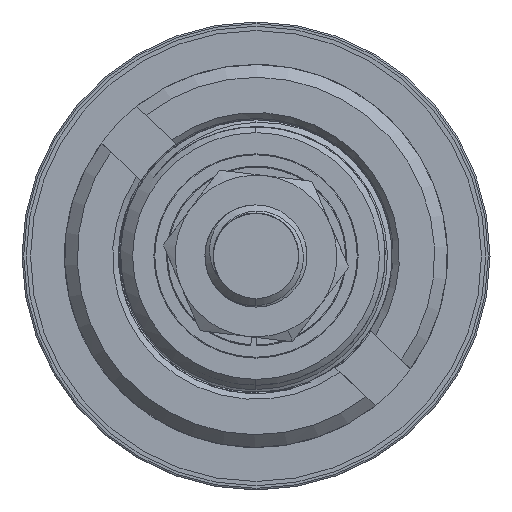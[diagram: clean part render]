
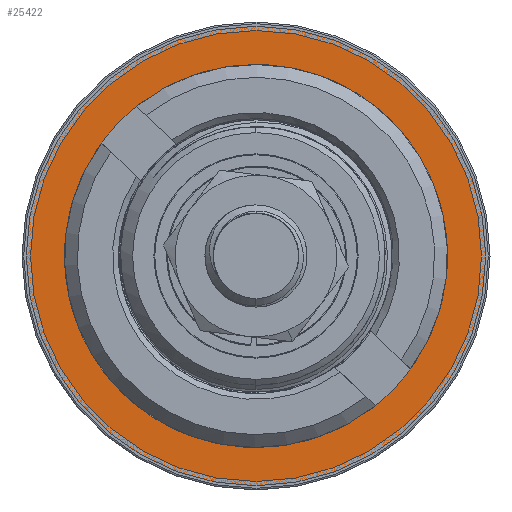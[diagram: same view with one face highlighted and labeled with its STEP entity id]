
A CAD part, left-side view. The second image highlights one B-rep face of the part: STEP entity #25422.
In plain terms, the highlighted planar face has unit normal (-1, 0, 0).
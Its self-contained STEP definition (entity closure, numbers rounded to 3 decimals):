
#783 = CARTESIAN_POINT ( 'NONE',  ( 0., 0., 0. ) ) ;
#2662 = EDGE_CURVE ( 'NONE', #4597, #3125, #11276, .T. ) ;
#3125 = VERTEX_POINT ( 'NONE', #6862 ) ;
#3457 = EDGE_LOOP ( 'NONE', ( #24470, #15795 ) ) ;
#4088 = DIRECTION ( 'NONE',  ( 1., 0., 0. ) ) ;
#4242 = CARTESIAN_POINT ( 'NONE',  ( 0., 0., 0. ) ) ;
#4500 = AXIS2_PLACEMENT_3D ( 'NONE', #4242, #16749, #12892 ) ;
#4597 = VERTEX_POINT ( 'NONE', #12629 ) ;
#4639 = EDGE_CURVE ( 'NONE', #13702, #23125, #17768, .T. ) ;
#5724 = EDGE_CURVE ( 'NONE', #23125, #13702, #7612, .T. ) ;
#5755 = AXIS2_PLACEMENT_3D ( 'NONE', #25273, #8777, #25010 ) ;
#6003 = ORIENTED_EDGE ( 'NONE', *, *, #17637, .T. ) ;
#6862 = CARTESIAN_POINT ( 'NONE',  ( 0., 0., 16. ) ) ;
#7612 = CIRCLE ( 'NONE', #15269, 27. ) ;
#7891 = AXIS2_PLACEMENT_3D ( 'NONE', #21638, #18993, #8888 ) ;
#8475 = ORIENTED_EDGE ( 'NONE', *, *, #2662, .T. ) ;
#8777 = DIRECTION ( 'NONE',  ( 1., 0., 0. ) ) ;
#8888 = DIRECTION ( 'NONE',  ( 0., 0., 1. ) ) ;
#10880 = PLANE ( 'NONE',  #7891 ) ;
#11032 = DIRECTION ( 'NONE',  ( 0., 0., -1. ) ) ;
#11276 = CIRCLE ( 'NONE', #5755, 16. ) ;
#12241 = AXIS2_PLACEMENT_3D ( 'NONE', #783, #13027, #11032 ) ;
#12629 = CARTESIAN_POINT ( 'NONE',  ( 0., 0., -16. ) ) ;
#12892 = DIRECTION ( 'NONE',  ( 0., 0., -1. ) ) ;
#13027 = DIRECTION ( 'NONE',  ( 1., 0., 0. ) ) ;
#13524 = FACE_OUTER_BOUND ( 'NONE', #3457, .T. ) ;
#13702 = VERTEX_POINT ( 'NONE', #16853 ) ;
#15269 = AXIS2_PLACEMENT_3D ( 'NONE', #26339, #4088, #16330 ) ;
#15795 = ORIENTED_EDGE ( 'NONE', *, *, #4639, .F. ) ;
#16330 = DIRECTION ( 'NONE',  ( 0., 0., -1. ) ) ;
#16749 = DIRECTION ( 'NONE',  ( 1., 0., 0. ) ) ;
#16853 = CARTESIAN_POINT ( 'NONE',  ( 0., 0., 27. ) ) ;
#17637 = EDGE_CURVE ( 'NONE', #3125, #4597, #21070, .T. ) ;
#17768 = CIRCLE ( 'NONE', #12241, 27. ) ;
#17839 = EDGE_LOOP ( 'NONE', ( #8475, #6003 ) ) ;
#18993 = DIRECTION ( 'NONE',  ( -1., 0., 0. ) ) ;
#21070 = CIRCLE ( 'NONE', #4500, 16. ) ;
#21638 = CARTESIAN_POINT ( 'NONE',  ( 0., 16., 0. ) ) ;
#23125 = VERTEX_POINT ( 'NONE', #23541 ) ;
#23541 = CARTESIAN_POINT ( 'NONE',  ( 0., 0., -27. ) ) ;
#24470 = ORIENTED_EDGE ( 'NONE', *, *, #5724, .F. ) ;
#25010 = DIRECTION ( 'NONE',  ( 0., 0., -1. ) ) ;
#25273 = CARTESIAN_POINT ( 'NONE',  ( 0., 0., 0. ) ) ;
#25422 = ADVANCED_FACE ( 'NONE', ( #25637, #13524 ), #10880, .T. ) ;
#25637 = FACE_BOUND ( 'NONE', #17839, .T. ) ;
#26339 = CARTESIAN_POINT ( 'NONE',  ( 0., 0., 0. ) ) ;
